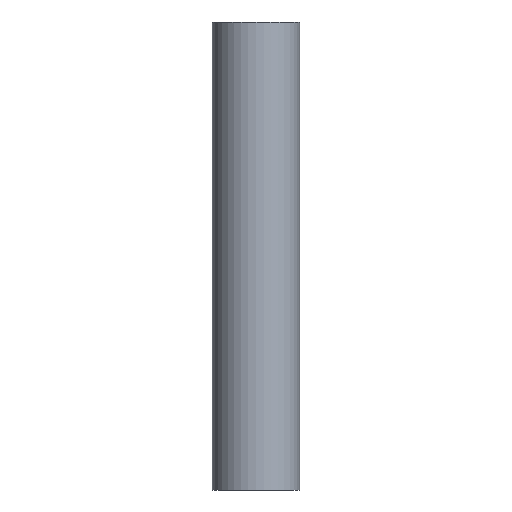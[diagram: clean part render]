
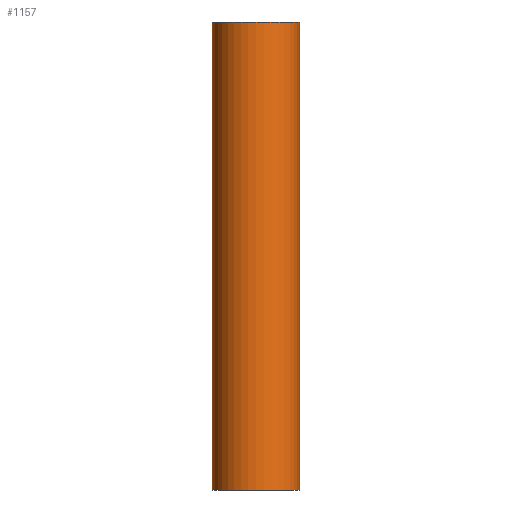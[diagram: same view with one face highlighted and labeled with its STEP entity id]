
A CAD part, front view. The second image highlights one B-rep face of the part: STEP entity #1157.
In plain terms, the highlighted cylindrical face has radius 9.525 mm (diameter 19.05 mm), a partial arc.
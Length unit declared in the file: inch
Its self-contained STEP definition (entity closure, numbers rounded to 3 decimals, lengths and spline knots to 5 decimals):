
#5 = DIRECTION ( 'NONE',  ( 1., 0., 0. ) ) ;
#22 = FACE_OUTER_BOUND ( 'NONE', #1122, .T. ) ;
#24 = CARTESIAN_POINT ( 'NONE',  ( -0.375, 0., 2. ) ) ;
#98 = CARTESIAN_POINT ( 'NONE',  ( 0., 0., -2. ) ) ;
#106 = VERTEX_POINT ( 'NONE', #242 ) ;
#121 = AXIS2_PLACEMENT_3D ( 'NONE', #98, #1030, #5 ) ;
#123 = VERTEX_POINT ( 'NONE', #219 ) ;
#146 = DIRECTION ( 'NONE',  ( 0., 0., 1. ) ) ;
#184 = CARTESIAN_POINT ( 'NONE',  ( 0.375, 0., 2. ) ) ;
#210 = VECTOR ( 'NONE', #544, 39.37008 ) ;
#212 = EDGE_CURVE ( 'NONE', #217, #106, #1136, .T. ) ;
#217 = VERTEX_POINT ( 'NONE', #755 ) ;
#219 = CARTESIAN_POINT ( 'NONE',  ( 0.375, 0., -2. ) ) ;
#242 = CARTESIAN_POINT ( 'NONE',  ( -0.375, 0., -2. ) ) ;
#308 = AXIS2_PLACEMENT_3D ( 'NONE', #461, #146, #467 ) ;
#377 = DIRECTION ( 'NONE',  ( -1., 0., 0. ) ) ;
#393 = ORIENTED_EDGE ( 'NONE', *, *, #862, .F. ) ;
#461 = CARTESIAN_POINT ( 'NONE',  ( 0., 0., 2. ) ) ;
#467 = DIRECTION ( 'NONE',  ( 1., 0., 0. ) ) ;
#538 = ORIENTED_EDGE ( 'NONE', *, *, #597, .T. ) ;
#544 = DIRECTION ( 'NONE',  ( 0., 0., -1. ) ) ;
#597 = EDGE_CURVE ( 'NONE', #106, #123, #1096, .T. ) ;
#636 = DIRECTION ( 'NONE',  ( 0., 0., -1. ) ) ;
#675 = CIRCLE ( 'NONE', #308, 0.375 ) ;
#693 = CARTESIAN_POINT ( 'NONE',  ( 0., 0., 2. ) ) ;
#735 = CARTESIAN_POINT ( 'NONE',  ( 0.375, 0., 2. ) ) ;
#755 = CARTESIAN_POINT ( 'NONE',  ( -0.375, 0., 2. ) ) ;
#831 = VECTOR ( 'NONE', #636, 39.37008 ) ;
#862 = EDGE_CURVE ( 'NONE', #1218, #123, #884, .T. ) ;
#875 = ORIENTED_EDGE ( 'NONE', *, *, #212, .T. ) ;
#884 = LINE ( 'NONE', #735, #831 ) ;
#925 = ORIENTED_EDGE ( 'NONE', *, *, #1336, .F. ) ;
#950 = AXIS2_PLACEMENT_3D ( 'NONE', #693, #1215, #377 ) ;
#1030 = DIRECTION ( 'NONE',  ( 0., 0., 1. ) ) ;
#1096 = CIRCLE ( 'NONE', #121, 0.375 ) ;
#1122 = EDGE_LOOP ( 'NONE', ( #393, #925, #875, #538 ) ) ;
#1136 = LINE ( 'NONE', #24, #210 ) ;
#1157 = ADVANCED_FACE ( 'NONE', ( #22 ), #1254, .T. ) ;
#1215 = DIRECTION ( 'NONE',  ( 0., 0., -1. ) ) ;
#1218 = VERTEX_POINT ( 'NONE', #184 ) ;
#1254 = CYLINDRICAL_SURFACE ( 'NONE', #950, 0.375 ) ;
#1336 = EDGE_CURVE ( 'NONE', #217, #1218, #675, .T. ) ;
